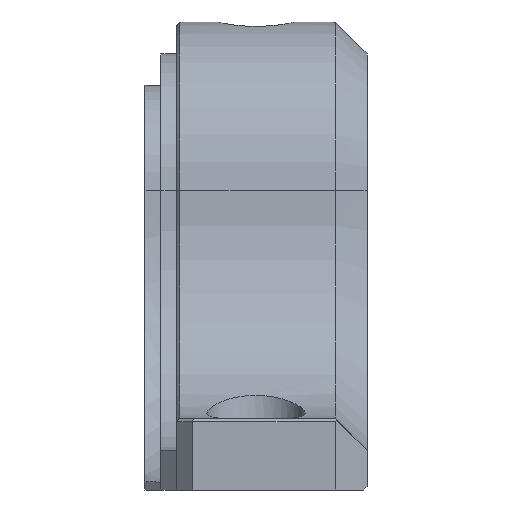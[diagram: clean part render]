
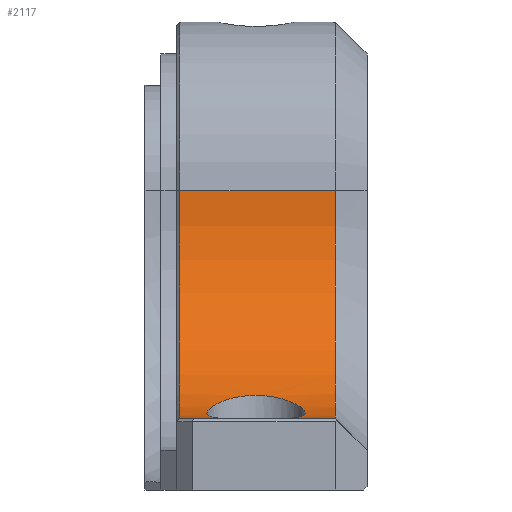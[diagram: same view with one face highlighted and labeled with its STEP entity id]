
A CAD part, left-side view. The second image highlights one B-rep face of the part: STEP entity #2117.
In plain terms, the highlighted cylindrical face has radius 13.7 mm (diameter 27.4 mm), a partial arc.
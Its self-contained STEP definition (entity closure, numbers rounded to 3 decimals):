
#34=B_SPLINE_CURVE_WITH_KNOTS('',3,(#3248,#3249,#3250,#3251,#3252,#3253,
#3254,#3255,#3256,#3257,#3258,#3259,#3260,#3261,#3262,#3263,#3264,#3265),
 .UNSPECIFIED.,.F.,.F.,(4,2,2,2,2,2,2,2,4),(0.04,0.117,
0.234,0.352,0.47,0.593,
0.716,0.833,0.951),.UNSPECIFIED.);
#35=B_SPLINE_CURVE_WITH_KNOTS('',3,(#3266,#3267,#3268,#3269,#3270,#3271,
#3272,#3273,#3274,#3275,#3276,#3277,#3278,#3279,#3280,#3281,#3282,#3283),
 .UNSPECIFIED.,.F.,.F.,(4,2,2,2,2,2,2,2,4),(0.951,1.068,
1.186,1.309,1.432,1.55,1.668,
1.785,1.862),.UNSPECIFIED.);
#60=CYLINDRICAL_SURFACE('',#2262,13.7);
#103=CIRCLE('',#2251,13.7);
#109=CIRCLE('',#2263,13.7);
#206=FACE_OUTER_BOUND('',#325,.T.);
#325=EDGE_LOOP('',(#1526,#1527,#1528,#1529,#1530,#1531,#1532));
#501=LINE('',#3204,#712);
#502=LINE('',#3208,#713);
#510=LINE('',#3245,#721);
#712=VECTOR('',#2550,13.7);
#713=VECTOR('',#2553,13.7);
#721=VECTOR('',#2589,10.);
#914=VERTEX_POINT('',#3201);
#915=VERTEX_POINT('',#3203);
#916=VERTEX_POINT('',#3205);
#917=VERTEX_POINT('',#3207);
#920=VERTEX_POINT('',#3217);
#924=VERTEX_POINT('',#3244);
#925=VERTEX_POINT('',#3247);
#1137=EDGE_CURVE('',#915,#914,#501,.T.);
#1139=EDGE_CURVE('',#917,#916,#502,.T.);
#1144=EDGE_CURVE('',#920,#914,#103,.T.);
#1155=EDGE_CURVE('',#920,#924,#510,.T.);
#1156=EDGE_CURVE('',#917,#924,#109,.T.);
#1157=EDGE_CURVE('',#925,#916,#34,.F.);
#1158=EDGE_CURVE('',#915,#925,#35,.F.);
#1526=ORIENTED_EDGE('',*,*,#1144,.F.);
#1527=ORIENTED_EDGE('',*,*,#1155,.T.);
#1528=ORIENTED_EDGE('',*,*,#1156,.F.);
#1529=ORIENTED_EDGE('',*,*,#1139,.T.);
#1530=ORIENTED_EDGE('',*,*,#1157,.F.);
#1531=ORIENTED_EDGE('',*,*,#1158,.F.);
#1532=ORIENTED_EDGE('',*,*,#1137,.T.);
#2117=ADVANCED_FACE('',(#206),#60,.F.);
#2251=AXIS2_PLACEMENT_3D('',#3218,#2562,#2563);
#2262=AXIS2_PLACEMENT_3D('',#3243,#2587,#2588);
#2263=AXIS2_PLACEMENT_3D('',#3246,#2590,#2591);
#2550=DIRECTION('',(0.,-1.,0.));
#2553=DIRECTION('',(0.,-1.,0.));
#2562=DIRECTION('center_axis',(0.,1.,0.));
#2563=DIRECTION('ref_axis',(1.,0.,-0.025));
#2587=DIRECTION('center_axis',(0.,1.,0.));
#2588=DIRECTION('ref_axis',(1.,0.,-0.025));
#2589=DIRECTION('',(0.,1.,0.));
#2590=DIRECTION('center_axis',(0.,-1.,0.));
#2591=DIRECTION('ref_axis',(1.,0.,-0.025));
#3201=CARTESIAN_POINT('',(-24.677,-10.,16.));
#3203=CARTESIAN_POINT('',(-24.677,-5.403,16.));
#3204=CARTESIAN_POINT('',(-24.677,-10.,16.));
#3205=CARTESIAN_POINT('',(-24.677,-4.597,16.));
#3207=CARTESIAN_POINT('',(-24.677,-0.2,16.));
#3208=CARTESIAN_POINT('',(-24.677,-10.,16.));
#3217=CARTESIAN_POINT('',(-10.994,-10.,30.375));
#3218=CARTESIAN_POINT('Origin',(-24.677,-10.,29.7));
#3243=CARTESIAN_POINT('Origin',(-24.677,-10.,29.7));
#3244=CARTESIAN_POINT('',(-10.994,-0.2,30.375));
#3245=CARTESIAN_POINT('',(-10.994,-10.,30.375));
#3246=CARTESIAN_POINT('Origin',(-24.677,-0.2,29.7));
#3247=CARTESIAN_POINT('',(-18.503,-5.,17.47));
#3248=CARTESIAN_POINT('Ctrl Pts',(-24.677,-4.597,16.));
#3249=CARTESIAN_POINT('Ctrl Pts',(-24.642,-4.333,16.));
#3250=CARTESIAN_POINT('Ctrl Pts',(-24.572,-4.066,16.));
#3251=CARTESIAN_POINT('Ctrl Pts',(-24.309,-3.431,16.004));
#3252=CARTESIAN_POINT('Ctrl Pts',(-24.07,-3.083,16.01));
#3253=CARTESIAN_POINT('Ctrl Pts',(-23.517,-2.53,16.046));
#3254=CARTESIAN_POINT('Ctrl Pts',(-23.165,-2.291,16.078));
#3255=CARTESIAN_POINT('Ctrl Pts',(-22.4,-1.976,16.185));
#3256=CARTESIAN_POINT('Ctrl Pts',(-21.987,-1.9,16.261));
#3257=CARTESIAN_POINT('Ctrl Pts',(-21.203,-1.9,16.441));
#3258=CARTESIAN_POINT('Ctrl Pts',(-20.782,-1.982,16.559));
#3259=CARTESIAN_POINT('Ctrl Pts',(-20.012,-2.307,16.812));
#3260=CARTESIAN_POINT('Ctrl Pts',(-19.664,-2.55,16.946));
#3261=CARTESIAN_POINT('Ctrl Pts',(-19.125,-3.1,17.172));
#3262=CARTESIAN_POINT('Ctrl Pts',(-18.893,-3.441,17.279));
#3263=CARTESIAN_POINT('Ctrl Pts',(-18.582,-4.195,17.429));
#3264=CARTESIAN_POINT('Ctrl Pts',(-18.503,-4.608,17.47));
#3265=CARTESIAN_POINT('Ctrl Pts',(-18.503,-5.,17.47));
#3266=CARTESIAN_POINT('Ctrl Pts',(-18.503,-5.,17.47));
#3267=CARTESIAN_POINT('Ctrl Pts',(-18.503,-5.392,17.47));
#3268=CARTESIAN_POINT('Ctrl Pts',(-18.582,-5.805,17.429));
#3269=CARTESIAN_POINT('Ctrl Pts',(-18.893,-6.559,17.279));
#3270=CARTESIAN_POINT('Ctrl Pts',(-19.125,-6.9,17.172));
#3271=CARTESIAN_POINT('Ctrl Pts',(-19.664,-7.45,16.946));
#3272=CARTESIAN_POINT('Ctrl Pts',(-20.012,-7.693,16.812));
#3273=CARTESIAN_POINT('Ctrl Pts',(-20.782,-8.018,16.559));
#3274=CARTESIAN_POINT('Ctrl Pts',(-21.203,-8.1,16.441));
#3275=CARTESIAN_POINT('Ctrl Pts',(-21.987,-8.1,16.261));
#3276=CARTESIAN_POINT('Ctrl Pts',(-22.4,-8.024,16.185));
#3277=CARTESIAN_POINT('Ctrl Pts',(-23.165,-7.709,16.078));
#3278=CARTESIAN_POINT('Ctrl Pts',(-23.517,-7.47,16.046));
#3279=CARTESIAN_POINT('Ctrl Pts',(-24.07,-6.917,16.01));
#3280=CARTESIAN_POINT('Ctrl Pts',(-24.309,-6.569,16.004));
#3281=CARTESIAN_POINT('Ctrl Pts',(-24.572,-5.934,16.));
#3282=CARTESIAN_POINT('Ctrl Pts',(-24.642,-5.667,16.));
#3283=CARTESIAN_POINT('Ctrl Pts',(-24.677,-5.403,16.));
